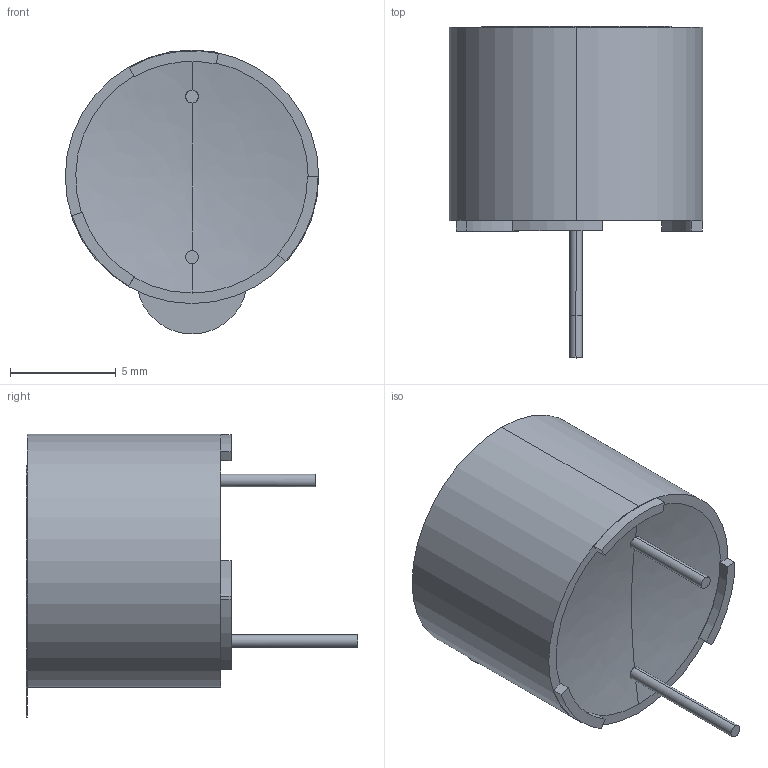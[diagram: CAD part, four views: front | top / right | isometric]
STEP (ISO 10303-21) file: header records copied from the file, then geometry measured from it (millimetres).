
FILE_DESCRIPTION (( 'STEP AP214' ), '1' );
FILE_NAME ('AI-1223-TWT-5V-R.STEP', '2022-06-08T11:17:46', ( '' ), ( '' ), 'SwSTEP 2.0', 'SolidWorks 2017', '' );
FILE_SCHEMA (( 'AUTOMOTIVE_DESIGN' ));
Length unit declared in the file: millimetre
Products named in the file (1): AI-1223-TWT-5V-R
Bounding box: 12 x 15.7 x 13.44 mm (x, y, z)
Volume: 735.5 mm3; surface area: 1065.3 mm2
Topology: 4 solids, 5 shells, 47 faces, 100 edges, 63 vertices
Faces by surface type: plane 23, cylinder 19, bspline 5
Entity records: 1403 total; most frequent: CARTESIAN_POINT 320, DIRECTION 225, ORIENTED_EDGE 196, EDGE_CURVE 98, AXIS2_PLACEMENT_3D 88, VERTEX_POINT 63, VECTOR 49, EDGE_LOOP 49
